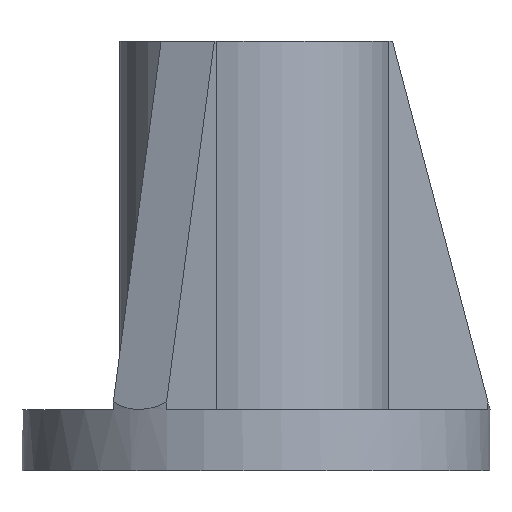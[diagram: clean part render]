
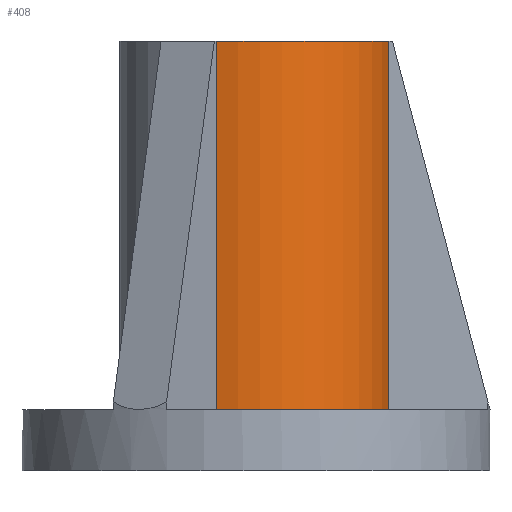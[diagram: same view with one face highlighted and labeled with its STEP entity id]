
A CAD part, left-side view. The second image highlights one B-rep face of the part: STEP entity #408.
In plain terms, the highlighted cylindrical face has radius 11.113 mm (diameter 22.225 mm), a partial arc.
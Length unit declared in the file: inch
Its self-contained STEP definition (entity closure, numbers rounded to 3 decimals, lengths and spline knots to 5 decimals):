
#137=CARTESIAN_POINT('',(-0.41839,0.1279,0.19685));
#138=VERTEX_POINT('',#137);
#145=CARTESIAN_POINT('',(-0.41839,0.1279,1.37795));
#146=VERTEX_POINT('',#145);
#147=CARTESIAN_POINT('',(-0.41839,0.1279,1.37795));
#148=DIRECTION('',(0.0,0.0,-1.0));
#149=VECTOR('',#148,1.1811);
#150=LINE('',#147,#149);
#151=EDGE_CURVE('',#146,#138,#150,.T.);
#317=CARTESIAN_POINT('',(-0.09843,-0.42628,1.37795));
#318=VERTEX_POINT('',#317);
#319=CARTESIAN_POINT('',(0.0,0.0,1.37795));
#320=DIRECTION('',(0.0,0.0,1.0));
#321=DIRECTION('',(-1.0,0.0,0.0));
#322=AXIS2_PLACEMENT_3D('',#319,#320,#321);
#323=CIRCLE('',#322,0.4375);
#324=EDGE_CURVE('',#146,#318,#323,.T.);
#384=CARTESIAN_POINT('',(0.0,0.0,0.19685));
#385=DIRECTION('',(0.0,0.0,1.0));
#386=DIRECTION('',(-1.0,0.0,0.0));
#387=AXIS2_PLACEMENT_3D('',#384,#385,#386);
#388=CYLINDRICAL_SURFACE('',#387,0.4375);
#389=ORIENTED_EDGE('',*,*,#151,.T.);
#390=CARTESIAN_POINT('',(-0.09843,-0.42628,0.19685));
#391=VERTEX_POINT('',#390);
#392=CARTESIAN_POINT('',(0.0,0.0,0.19685));
#393=DIRECTION('',(0.0,0.0,-1.0));
#394=DIRECTION('',(-1.0,0.0,0.0));
#395=AXIS2_PLACEMENT_3D('',#392,#393,#394);
#396=CIRCLE('',#395,0.4375);
#397=EDGE_CURVE('',#391,#138,#396,.T.);
#398=ORIENTED_EDGE('',*,*,#397,.F.);
#399=CARTESIAN_POINT('',(-0.09843,-0.42628,0.19685));
#400=DIRECTION('',(0.0,0.0,1.0));
#401=VECTOR('',#400,1.1811);
#402=LINE('',#399,#401);
#403=EDGE_CURVE('',#391,#318,#402,.T.);
#404=ORIENTED_EDGE('',*,*,#403,.T.);
#405=ORIENTED_EDGE('',*,*,#324,.F.);
#406=EDGE_LOOP('',(#389,#398,#404,#405));
#407=FACE_OUTER_BOUND('',#406,.T.);
#408=ADVANCED_FACE('',(#407),#388,.T.);
